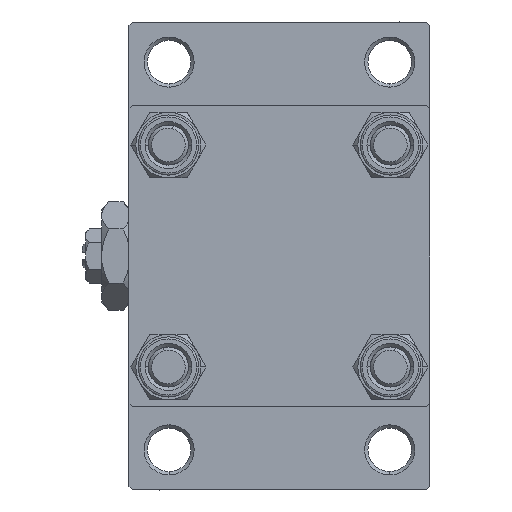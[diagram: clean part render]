
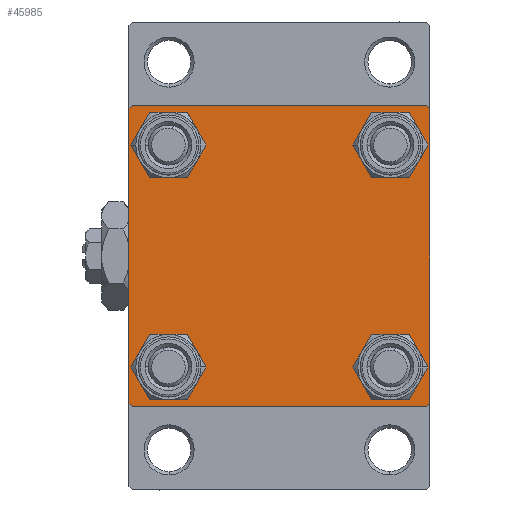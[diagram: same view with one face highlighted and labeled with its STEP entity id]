
A CAD part, left-side view. The second image highlights one B-rep face of the part: STEP entity #45985.
In plain terms, the highlighted planar face has unit normal (-1, 0, 0).
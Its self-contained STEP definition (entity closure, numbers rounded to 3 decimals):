
#43 = VECTOR ( 'NONE', #43614, 1000. ) ;
#271 = AXIS2_PLACEMENT_3D ( 'NONE', #32251, #19739, #5411 ) ;
#383 = VERTEX_POINT ( 'NONE', #3328 ) ;
#1077 = VERTEX_POINT ( 'NONE', #12410 ) ;
#1279 = DIRECTION ( 'NONE',  ( 0., 0.707, -0.707 ) ) ;
#1571 = VERTEX_POINT ( 'NONE', #41678 ) ;
#1721 = EDGE_LOOP ( 'NONE', ( #30709, #15729, #46599, #25582, #20992, #36611, #19019, #16692 ) ) ;
#2056 = VECTOR ( 'NONE', #32219, 1000. ) ;
#2678 = VERTEX_POINT ( 'NONE', #31871 ) ;
#2743 = DIRECTION ( 'NONE',  ( 1., 0., 0. ) ) ;
#3248 = CARTESIAN_POINT ( 'NONE',  ( 0., 16.6, -16.6 ) ) ;
#3291 = CARTESIAN_POINT ( 'NONE',  ( 0., 16.6, -20.1 ) ) ;
#3328 = CARTESIAN_POINT ( 'NONE',  ( 0., 16.6, 13.1 ) ) ;
#3552 = ORIENTED_EDGE ( 'NONE', *, *, #17423, .T. ) ;
#3678 = EDGE_LOOP ( 'NONE', ( #11883, #49305 ) ) ;
#4893 = CIRCLE ( 'NONE', #24113, 3.5 ) ;
#4940 = CARTESIAN_POINT ( 'NONE',  ( 0., -22.5, 22. ) ) ;
#5411 = DIRECTION ( 'NONE',  ( 0., 0., 1. ) ) ;
#5480 = LINE ( 'NONE', #13004, #43 ) ;
#6159 = DIRECTION ( 'NONE',  ( 1., 0., 0. ) ) ;
#6734 = EDGE_CURVE ( 'NONE', #383, #10700, #21902, .T. ) ;
#7150 = VERTEX_POINT ( 'NONE', #37871 ) ;
#7791 = LINE ( 'NONE', #24071, #10181 ) ;
#7862 = CARTESIAN_POINT ( 'NONE',  ( 0., 22., 22.5 ) ) ;
#7907 = DIRECTION ( 'NONE',  ( 0., 0., 1. ) ) ;
#7983 = VECTOR ( 'NONE', #41558, 1000. ) ;
#9617 = DIRECTION ( 'NONE',  ( 1., 0., 0. ) ) ;
#10181 = VECTOR ( 'NONE', #42156, 1000. ) ;
#10363 = FACE_OUTER_BOUND ( 'NONE', #1721, .T. ) ;
#10700 = VERTEX_POINT ( 'NONE', #20672 ) ;
#11221 = VECTOR ( 'NONE', #34089, 1000. ) ;
#11331 = EDGE_CURVE ( 'NONE', #43330, #12296, #36056, .T. ) ;
#11499 = CARTESIAN_POINT ( 'NONE',  ( 0., 22.5, 22.5 ) ) ;
#11606 = EDGE_CURVE ( 'NONE', #37168, #1077, #21420, .T. ) ;
#11646 = DIRECTION ( 'NONE',  ( 1., 0., 0. ) ) ;
#11883 = ORIENTED_EDGE ( 'NONE', *, *, #42897, .T. ) ;
#11998 = LINE ( 'NONE', #39346, #37403 ) ;
#12296 = VERTEX_POINT ( 'NONE', #40120 ) ;
#12410 = CARTESIAN_POINT ( 'NONE',  ( 0., 22., -22.5 ) ) ;
#12739 = DIRECTION ( 'NONE',  ( 0., 0., -1. ) ) ;
#13004 = CARTESIAN_POINT ( 'NONE',  ( 0., 22.5, -22.5 ) ) ;
#13340 = CARTESIAN_POINT ( 'NONE',  ( 0., -16.6, -16.6 ) ) ;
#13386 = FACE_BOUND ( 'NONE', #3678, .T. ) ;
#13599 = EDGE_CURVE ( 'NONE', #43736, #2678, #27927, .T. ) ;
#13692 = CARTESIAN_POINT ( 'NONE',  ( 0., -22.25, -22.25 ) ) ;
#13875 = FACE_BOUND ( 'NONE', #46670, .T. ) ;
#15387 = ORIENTED_EDGE ( 'NONE', *, *, #13599, .T. ) ;
#15729 = ORIENTED_EDGE ( 'NONE', *, *, #11606, .T. ) ;
#16692 = ORIENTED_EDGE ( 'NONE', *, *, #41866, .T. ) ;
#16906 = CARTESIAN_POINT ( 'NONE',  ( 0., 22.25, -22.25 ) ) ;
#17423 = EDGE_CURVE ( 'NONE', #30882, #1571, #30064, .T. ) ;
#18604 = VERTEX_POINT ( 'NONE', #4940 ) ;
#18683 = CARTESIAN_POINT ( 'NONE',  ( 0., 16.6, -16.6 ) ) ;
#19019 = ORIENTED_EDGE ( 'NONE', *, *, #31237, .F. ) ;
#19739 = DIRECTION ( 'NONE',  ( 1., 0., 0. ) ) ;
#19901 = CARTESIAN_POINT ( 'NONE',  ( 0., -16.6, 16.6 ) ) ;
#20357 = LINE ( 'NONE', #35661, #22867 ) ;
#20391 = ORIENTED_EDGE ( 'NONE', *, *, #6734, .T. ) ;
#20542 = AXIS2_PLACEMENT_3D ( 'NONE', #19901, #32164, #20629 ) ;
#20629 = DIRECTION ( 'NONE',  ( 0., 0., 1. ) ) ;
#20672 = CARTESIAN_POINT ( 'NONE',  ( 0., 16.6, 20.1 ) ) ;
#20992 = ORIENTED_EDGE ( 'NONE', *, *, #47636, .F. ) ;
#21071 = EDGE_CURVE ( 'NONE', #49274, #37168, #7791, .T. ) ;
#21212 = CARTESIAN_POINT ( 'NONE',  ( 0., -16.6, -16.6 ) ) ;
#21420 = LINE ( 'NONE', #16906, #2056 ) ;
#21815 = DIRECTION ( 'NONE',  ( 0., 0., 1. ) ) ;
#21902 = CIRCLE ( 'NONE', #271, 3.5 ) ;
#21906 = DIRECTION ( 'NONE',  ( 0., 0., 1. ) ) ;
#22078 = AXIS2_PLACEMENT_3D ( 'NONE', #3248, #2743, #21815 ) ;
#22867 = VECTOR ( 'NONE', #1279, 1000. ) ;
#22937 = AXIS2_PLACEMENT_3D ( 'NONE', #13340, #31674, #27930 ) ;
#23489 = CARTESIAN_POINT ( 'NONE',  ( 0., 22.5, 22. ) ) ;
#23675 = VERTEX_POINT ( 'NONE', #33179 ) ;
#24071 = CARTESIAN_POINT ( 'NONE',  ( 0., 22.5, 22.5 ) ) ;
#24113 = AXIS2_PLACEMENT_3D ( 'NONE', #44235, #9617, #24913 ) ;
#24435 = ORIENTED_EDGE ( 'NONE', *, *, #46958, .T. ) ;
#24913 = DIRECTION ( 'NONE',  ( 0., 0., 1. ) ) ;
#25582 = ORIENTED_EDGE ( 'NONE', *, *, #11331, .T. ) ;
#26002 = CARTESIAN_POINT ( 'NONE',  ( 0., -16.6, 16.6 ) ) ;
#26061 = AXIS2_PLACEMENT_3D ( 'NONE', #18683, #11646, #7907 ) ;
#26253 = LINE ( 'NONE', #40796, #7983 ) ;
#26922 = AXIS2_PLACEMENT_3D ( 'NONE', #28694, #32707, #21906 ) ;
#27927 = CIRCLE ( 'NONE', #31098, 3.5 ) ;
#27930 = DIRECTION ( 'NONE',  ( 0., 0., 1. ) ) ;
#28694 = CARTESIAN_POINT ( 'NONE',  ( 0., 0., 0. ) ) ;
#29274 = EDGE_CURVE ( 'NONE', #18604, #46893, #26253, .T. ) ;
#29432 = FACE_BOUND ( 'NONE', #30356, .T. ) ;
#30064 = CIRCLE ( 'NONE', #26061, 3.5 ) ;
#30073 = LINE ( 'NONE', #11499, #11221 ) ;
#30356 = EDGE_LOOP ( 'NONE', ( #15387, #24435 ) ) ;
#30709 = ORIENTED_EDGE ( 'NONE', *, *, #21071, .T. ) ;
#30882 = VERTEX_POINT ( 'NONE', #3291 ) ;
#31098 = AXIS2_PLACEMENT_3D ( 'NONE', #26002, #34026, #33017 ) ;
#31237 = EDGE_CURVE ( 'NONE', #46058, #46893, #30073, .T. ) ;
#31674 = DIRECTION ( 'NONE',  ( 1., 0., 0. ) ) ;
#31871 = CARTESIAN_POINT ( 'NONE',  ( 0., -16.6, 13.1 ) ) ;
#32164 = DIRECTION ( 'NONE',  ( 1., 0., 0. ) ) ;
#32219 = DIRECTION ( 'NONE',  ( 0., -0.707, -0.707 ) ) ;
#32251 = CARTESIAN_POINT ( 'NONE',  ( 0., 16.6, 16.6 ) ) ;
#32311 = EDGE_CURVE ( 'NONE', #1077, #43330, #5480, .T. ) ;
#32707 = DIRECTION ( 'NONE',  ( -1., 0., 0. ) ) ;
#33017 = DIRECTION ( 'NONE',  ( 0., 0., 1. ) ) ;
#33179 = CARTESIAN_POINT ( 'NONE',  ( 0., -16.6, -20.1 ) ) ;
#34026 = DIRECTION ( 'NONE',  ( 1., 0., 0. ) ) ;
#34034 = EDGE_CURVE ( 'NONE', #10700, #383, #4893, .T. ) ;
#34089 = DIRECTION ( 'NONE',  ( 0., -1., 0. ) ) ;
#35661 = CARTESIAN_POINT ( 'NONE',  ( 0., 22.25, 22.25 ) ) ;
#35691 = ORIENTED_EDGE ( 'NONE', *, *, #41191, .T. ) ;
#36056 = LINE ( 'NONE', #13692, #43721 ) ;
#36611 = ORIENTED_EDGE ( 'NONE', *, *, #29274, .T. ) ;
#37168 = VERTEX_POINT ( 'NONE', #39527 ) ;
#37403 = VECTOR ( 'NONE', #12739, 1000. ) ;
#37871 = CARTESIAN_POINT ( 'NONE',  ( 0., -16.6, -13.1 ) ) ;
#38172 = ORIENTED_EDGE ( 'NONE', *, *, #34034, .T. ) ;
#39346 = CARTESIAN_POINT ( 'NONE',  ( 0., -22.5, 22.5 ) ) ;
#39527 = CARTESIAN_POINT ( 'NONE',  ( 0., 22.5, -22. ) ) ;
#39740 = CIRCLE ( 'NONE', #48542, 3.5 ) ;
#40120 = CARTESIAN_POINT ( 'NONE',  ( 0., -22.5, -22. ) ) ;
#40796 = CARTESIAN_POINT ( 'NONE',  ( 0., -22.25, 22.25 ) ) ;
#41191 = EDGE_CURVE ( 'NONE', #1571, #30882, #46111, .T. ) ;
#41558 = DIRECTION ( 'NONE',  ( 0., 0.707, 0.707 ) ) ;
#41678 = CARTESIAN_POINT ( 'NONE',  ( 0., 16.6, -13.1 ) ) ;
#41866 = EDGE_CURVE ( 'NONE', #46058, #49274, #20357, .T. ) ;
#41909 = CARTESIAN_POINT ( 'NONE',  ( 0., -22., -22.5 ) ) ;
#42156 = DIRECTION ( 'NONE',  ( 0., 0., -1. ) ) ;
#42175 = CIRCLE ( 'NONE', #20542, 3.5 ) ;
#42897 = EDGE_CURVE ( 'NONE', #7150, #23675, #39740, .T. ) ;
#43330 = VERTEX_POINT ( 'NONE', #41909 ) ;
#43575 = CARTESIAN_POINT ( 'NONE',  ( 0., -16.6, 20.1 ) ) ;
#43614 = DIRECTION ( 'NONE',  ( 0., -1., 0. ) ) ;
#43721 = VECTOR ( 'NONE', #43824, 1000. ) ;
#43736 = VERTEX_POINT ( 'NONE', #43575 ) ;
#43824 = DIRECTION ( 'NONE',  ( 0., -0.707, 0.707 ) ) ;
#44235 = CARTESIAN_POINT ( 'NONE',  ( 0., 16.6, 16.6 ) ) ;
#44487 = PLANE ( 'NONE',  #26922 ) ;
#44560 = CIRCLE ( 'NONE', #22937, 3.5 ) ;
#44740 = FACE_BOUND ( 'NONE', #45898, .T. ) ;
#45898 = EDGE_LOOP ( 'NONE', ( #35691, #3552 ) ) ;
#45985 = ADVANCED_FACE ( 'NONE', ( #29432, #13386, #44740, #13875, #10363 ), #44487, .T. ) ;
#46058 = VERTEX_POINT ( 'NONE', #7862 ) ;
#46111 = CIRCLE ( 'NONE', #22078, 3.5 ) ;
#46599 = ORIENTED_EDGE ( 'NONE', *, *, #32311, .T. ) ;
#46670 = EDGE_LOOP ( 'NONE', ( #38172, #20391 ) ) ;
#46893 = VERTEX_POINT ( 'NONE', #47711 ) ;
#46898 = EDGE_CURVE ( 'NONE', #23675, #7150, #44560, .T. ) ;
#46958 = EDGE_CURVE ( 'NONE', #2678, #43736, #42175, .T. ) ;
#47636 = EDGE_CURVE ( 'NONE', #18604, #12296, #11998, .T. ) ;
#47711 = CARTESIAN_POINT ( 'NONE',  ( 0., -22., 22.5 ) ) ;
#48542 = AXIS2_PLACEMENT_3D ( 'NONE', #21212, #6159, #49247 ) ;
#49247 = DIRECTION ( 'NONE',  ( 0., 0., 1. ) ) ;
#49274 = VERTEX_POINT ( 'NONE', #23489 ) ;
#49305 = ORIENTED_EDGE ( 'NONE', *, *, #46898, .T. ) ;
